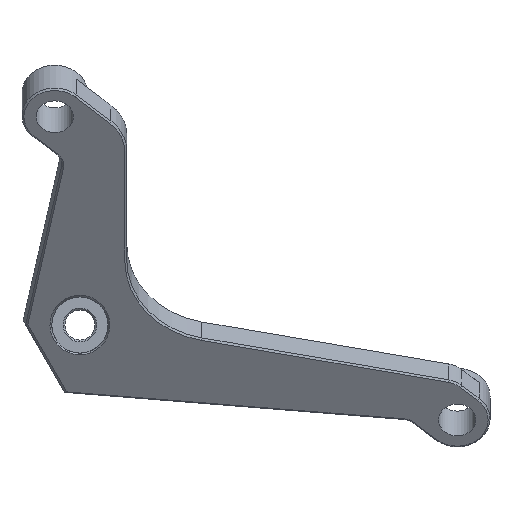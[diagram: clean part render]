
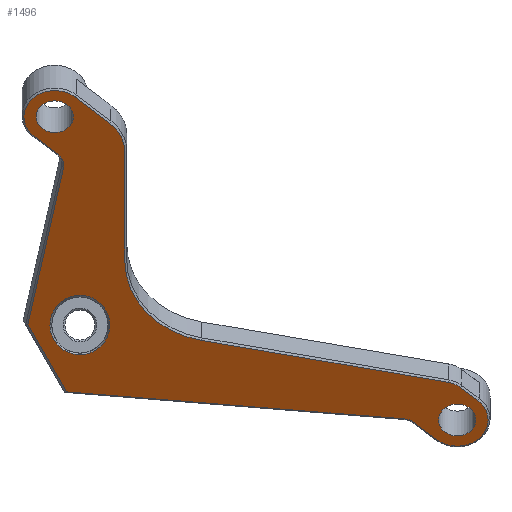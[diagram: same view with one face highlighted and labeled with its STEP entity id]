
A CAD part, front view. The second image highlights one B-rep face of the part: STEP entity #1496.
In plain terms, the highlighted planar face has unit normal (0, -0.848, -0.53).
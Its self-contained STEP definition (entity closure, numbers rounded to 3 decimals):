
#16=B_SPLINE_CURVE_WITH_KNOTS('',3,(#2413,#2414,#2415,#2416,#2417,#2418,
#2419,#2420,#2421,#2422,#2423,#2424,#2425,#2426),.UNSPECIFIED.,.T.,.F.,
(4,1,1,1,1,1,1,1,1,1,1,4),(-3.142,-2.468,-2.244,
-1.346,-0.449,0.449,0.524,
0.598,1.346,2.244,2.693,3.142),
 .UNSPECIFIED.);
#54=CIRCLE('',#1579,2.);
#56=CIRCLE('',#1582,2.);
#72=CIRCLE('',#1621,1.7);
#73=CIRCLE('',#1622,3.3);
#74=CIRCLE('',#1623,2.8);
#75=CIRCLE('',#1624,10.2);
#76=CIRCLE('',#1625,4.8);
#77=CIRCLE('',#1626,3.3);
#78=CIRCLE('',#1627,1.7);
#95=FACE_BOUND('',#241,.T.);
#96=FACE_BOUND('',#242,.T.);
#97=FACE_BOUND('',#243,.T.);
#147=FACE_OUTER_BOUND('',#240,.T.);
#240=EDGE_LOOP('',(#1194,#1195,#1196,#1197,#1198,#1199,#1200,#1201,#1202,
#1203,#1204,#1205,#1206,#1207,#1208,#1209));
#241=EDGE_LOOP('',(#1210));
#242=EDGE_LOOP('',(#1211));
#243=EDGE_LOOP('',(#1212));
#393=LINE('',#2378,#558);
#395=LINE('',#2383,#560);
#396=LINE('',#2386,#561);
#397=LINE('',#2390,#562);
#398=LINE('',#2394,#563);
#399=LINE('',#2398,#564);
#400=LINE('',#2402,#565);
#401=LINE('',#2406,#566);
#402=LINE('',#2410,#567);
#558=VECTOR('',#1926,10.);
#560=VECTOR('',#1932,10.);
#561=VECTOR('',#1935,10.);
#562=VECTOR('',#1938,10.);
#563=VECTOR('',#1941,10.);
#564=VECTOR('',#1944,10.);
#565=VECTOR('',#1947,10.);
#566=VECTOR('',#1950,10.);
#567=VECTOR('',#1953,10.);
#667=VERTEX_POINT('',#2267);
#669=VERTEX_POINT('',#2273);
#701=VERTEX_POINT('',#2375);
#702=VERTEX_POINT('',#2377);
#703=VERTEX_POINT('',#2381);
#704=VERTEX_POINT('',#2385);
#705=VERTEX_POINT('',#2387);
#706=VERTEX_POINT('',#2389);
#707=VERTEX_POINT('',#2391);
#708=VERTEX_POINT('',#2393);
#709=VERTEX_POINT('',#2395);
#710=VERTEX_POINT('',#2397);
#711=VERTEX_POINT('',#2399);
#712=VERTEX_POINT('',#2401);
#713=VERTEX_POINT('',#2403);
#714=VERTEX_POINT('',#2405);
#715=VERTEX_POINT('',#2407);
#716=VERTEX_POINT('',#2409);
#717=VERTEX_POINT('',#2412);
#820=EDGE_CURVE('',#667,#667,#54,.T.);
#823=EDGE_CURVE('',#669,#669,#56,.T.);
#873=EDGE_CURVE('',#701,#702,#393,.T.);
#876=EDGE_CURVE('',#703,#701,#395,.T.);
#877=EDGE_CURVE('',#704,#703,#396,.T.);
#878=EDGE_CURVE('',#705,#704,#72,.T.);
#879=EDGE_CURVE('',#706,#705,#397,.T.);
#880=EDGE_CURVE('',#707,#706,#73,.T.);
#881=EDGE_CURVE('',#708,#707,#398,.T.);
#882=EDGE_CURVE('',#709,#708,#74,.T.);
#883=EDGE_CURVE('',#710,#709,#399,.T.);
#884=EDGE_CURVE('',#711,#710,#75,.T.);
#885=EDGE_CURVE('',#712,#711,#400,.T.);
#886=EDGE_CURVE('',#713,#712,#76,.T.);
#887=EDGE_CURVE('',#714,#713,#401,.T.);
#888=EDGE_CURVE('',#715,#714,#77,.T.);
#889=EDGE_CURVE('',#716,#715,#402,.T.);
#890=EDGE_CURVE('',#702,#716,#78,.T.);
#891=EDGE_CURVE('',#717,#717,#16,.T.);
#1194=ORIENTED_EDGE('',*,*,#876,.F.);
#1195=ORIENTED_EDGE('',*,*,#877,.F.);
#1196=ORIENTED_EDGE('',*,*,#878,.F.);
#1197=ORIENTED_EDGE('',*,*,#879,.F.);
#1198=ORIENTED_EDGE('',*,*,#880,.F.);
#1199=ORIENTED_EDGE('',*,*,#881,.F.);
#1200=ORIENTED_EDGE('',*,*,#882,.F.);
#1201=ORIENTED_EDGE('',*,*,#883,.F.);
#1202=ORIENTED_EDGE('',*,*,#884,.F.);
#1203=ORIENTED_EDGE('',*,*,#885,.F.);
#1204=ORIENTED_EDGE('',*,*,#886,.F.);
#1205=ORIENTED_EDGE('',*,*,#887,.F.);
#1206=ORIENTED_EDGE('',*,*,#888,.F.);
#1207=ORIENTED_EDGE('',*,*,#889,.F.);
#1208=ORIENTED_EDGE('',*,*,#890,.F.);
#1209=ORIENTED_EDGE('',*,*,#873,.F.);
#1210=ORIENTED_EDGE('',*,*,#820,.T.);
#1211=ORIENTED_EDGE('',*,*,#823,.T.);
#1212=ORIENTED_EDGE('',*,*,#891,.F.);
#1427=PLANE('',#1620);
#1496=ADVANCED_FACE('',(#147,#95,#96,#97),#1427,.T.);
#1579=AXIS2_PLACEMENT_3D('',#2268,#1815,#1816);
#1582=AXIS2_PLACEMENT_3D('',#2274,#1822,#1823);
#1620=AXIS2_PLACEMENT_3D('',#2384,#1933,#1934);
#1621=AXIS2_PLACEMENT_3D('',#2388,#1936,#1937);
#1622=AXIS2_PLACEMENT_3D('',#2392,#1939,#1940);
#1623=AXIS2_PLACEMENT_3D('',#2396,#1942,#1943);
#1624=AXIS2_PLACEMENT_3D('',#2400,#1945,#1946);
#1625=AXIS2_PLACEMENT_3D('',#2404,#1948,#1949);
#1626=AXIS2_PLACEMENT_3D('',#2408,#1951,#1952);
#1627=AXIS2_PLACEMENT_3D('',#2411,#1954,#1955);
#1815=DIRECTION('center_axis',(0.,0.848,0.53));
#1816=DIRECTION('ref_axis',(1.,0.,0.));
#1822=DIRECTION('center_axis',(0.,0.848,0.53));
#1823=DIRECTION('ref_axis',(1.,0.,0.));
#1926=DIRECTION('',(0.189,-0.52,0.833));
#1932=DIRECTION('',(-0.44,-0.476,0.762));
#1933=DIRECTION('center_axis',(0.,-0.848,
-0.53));
#1934=DIRECTION('ref_axis',(0.,-0.53,0.848));
#1935=DIRECTION('',(-0.996,-0.05,0.08));
#1936=DIRECTION('center_axis',(0.,-0.848,
-0.53));
#1937=DIRECTION('ref_axis',(0.664,-0.396,0.634));
#1938=DIRECTION('',(-0.748,-0.352,0.563));
#1939=DIRECTION('center_axis',(0.,0.848,0.53));
#1940=DIRECTION('ref_axis',(-0.664,0.396,-0.634));
#1941=DIRECTION('',(0.748,0.352,-0.563));
#1942=DIRECTION('center_axis',(0.,0.848,0.53));
#1943=DIRECTION('ref_axis',(0.355,-0.495,0.793));
#1944=DIRECTION('',(0.981,0.104,-0.167));
#1945=DIRECTION('center_axis',(0.,-0.848,
-0.53));
#1946=DIRECTION('ref_axis',(-0.773,0.336,-0.538));
#1947=DIRECTION('',(0.,0.53,-0.848));
#1948=DIRECTION('center_axis',(0.,0.848,0.53));
#1949=DIRECTION('ref_axis',(0.912,-0.217,0.348));
#1950=DIRECTION('',(0.748,0.352,-0.563));
#1951=DIRECTION('center_axis',(0.,0.848,0.53));
#1952=DIRECTION('ref_axis',(-0.664,0.396,-0.634));
#1953=DIRECTION('',(-0.748,-0.352,0.563));
#1954=DIRECTION('center_axis',(0.,-0.848,
-0.53));
#1955=DIRECTION('ref_axis',(0.821,0.303,-0.485));
#2267=CARTESIAN_POINT('',(-4.688,-29.046,27.247));
#2268=CARTESIAN_POINT('Origin',(-2.688,-29.046,27.247));
#2273=CARTESIAN_POINT('',(38.312,-8.804,-5.149));
#2274=CARTESIAN_POINT('Origin',(40.312,-8.804,-5.149));
#2375=CARTESIAN_POINT('',(-5.564,-15.16,5.024));
#2377=CARTESIAN_POINT('',(-1.742,-25.686,21.868));
#2378=CARTESIAN_POINT('',(-6.136,-13.587,2.507));
#2381=CARTESIAN_POINT('',(-1.428,-10.683,-2.141));
#2383=CARTESIAN_POINT('',(-0.035,-9.175,-4.554));
#2384=CARTESIAN_POINT('Origin',(5.,-10.856,-1.863));
#2385=CARTESIAN_POINT('',(34.637,-8.881,-5.024));
#2386=CARTESIAN_POINT('',(-1.034,-10.663,-2.172));
#2387=CARTESIAN_POINT('',(35.658,-8.656,-5.385));
#2388=CARTESIAN_POINT('Origin',(34.528,-7.982,-6.463));
#2389=CARTESIAN_POINT('',(38.12,-7.496,-7.241));
#2390=CARTESIAN_POINT('',(26.059,-13.174,1.846));
#2391=CARTESIAN_POINT('',(42.504,-10.111,-3.056));
#2392=CARTESIAN_POINT('Origin',(40.312,-8.804,-5.149));
#2393=CARTESIAN_POINT('',(40.673,-10.973,-1.677));
#2394=CARTESIAN_POINT('',(31.674,-15.209,5.103));
#2395=CARTESIAN_POINT('',(39.363,-11.318,-1.124));
#2396=CARTESIAN_POINT('Origin',(38.814,-9.863,-3.452));
#2397=CARTESIAN_POINT('',(12.997,-14.117,3.354));
#2398=CARTESIAN_POINT('',(5.727,-14.888,4.589));
#2399=CARTESIAN_POINT('',(4.8,-19.416,11.836));
#2400=CARTESIAN_POINT('Origin',(15.,-19.416,11.836));
#2401=CARTESIAN_POINT('',(4.8,-26.718,23.52));
#2402=CARTESIAN_POINT('',(4.8,-15.597,5.723));
#2403=CARTESIAN_POINT('',(3.188,-28.619,26.563));
#2404=CARTESIAN_POINT('Origin',(0.,-26.718,23.52));
#2405=CARTESIAN_POINT('',(-0.496,-30.354,29.339));
#2406=CARTESIAN_POINT('',(11.646,-24.638,20.192));
#2407=CARTESIAN_POINT('',(-4.88,-27.739,25.155));
#2408=CARTESIAN_POINT('Origin',(-2.688,-29.046,27.247));
#2409=CARTESIAN_POINT('',(-2.286,-26.518,23.201));
#2410=CARTESIAN_POINT('',(5.79,-22.716,17.116));
#2411=CARTESIAN_POINT('Origin',(-3.415,-25.845,22.123));
#2412=CARTESIAN_POINT('',(0.,-17.126,8.17));
#2413=CARTESIAN_POINT('Ctrl Pts',(0.,-17.126,
8.17));
#2414=CARTESIAN_POINT('Ctrl Pts',(-0.726,-17.126,8.17));
#2415=CARTESIAN_POINT('Ctrl Pts',(-1.685,-16.912,7.828));
#2416=CARTESIAN_POINT('Ctrl Pts',(-3.044,-16.067,6.475));
#2417=CARTESIAN_POINT('Ctrl Pts',(-3.564,-14.65,4.208));
#2418=CARTESIAN_POINT('Ctrl Pts',(-1.614,-13.108,1.74));
#2419=CARTESIAN_POINT('Ctrl Pts',(0.626,-13.098,1.724));
#2420=CARTESIAN_POINT('Ctrl Pts',(1.613,-13.432,2.258));
#2421=CARTESIAN_POINT('Ctrl Pts',(2.427,-13.748,2.764));
#2422=CARTESIAN_POINT('Ctrl Pts',(3.519,-14.756,4.378));
#2423=CARTESIAN_POINT('Ctrl Pts',(2.992,-16.225,6.728));
#2424=CARTESIAN_POINT('Ctrl Pts',(1.447,-16.986,7.946));
#2425=CARTESIAN_POINT('Ctrl Pts',(0.484,-17.126,8.17));
#2426=CARTESIAN_POINT('Ctrl Pts',(0.,-17.126,
8.17));
